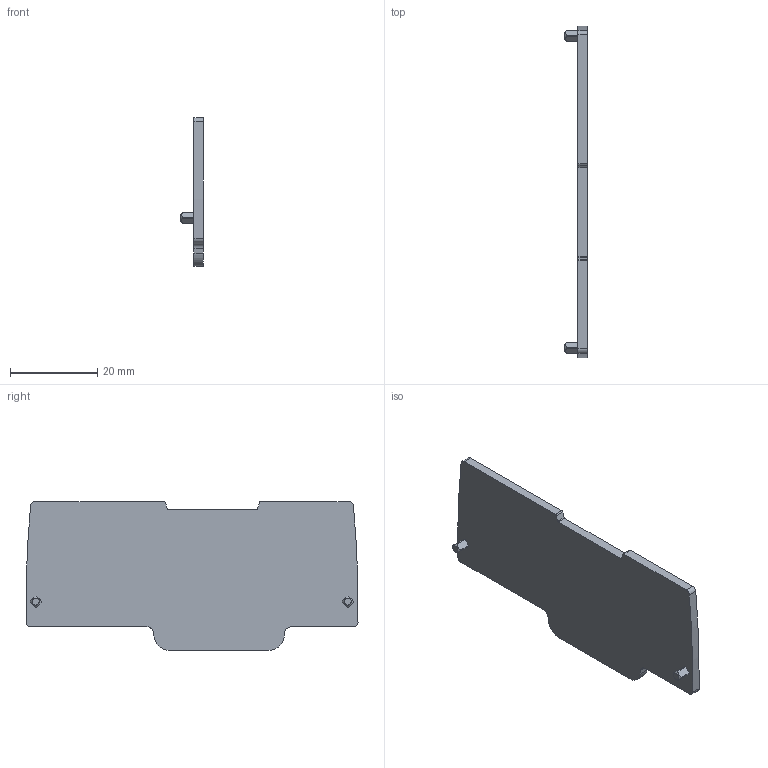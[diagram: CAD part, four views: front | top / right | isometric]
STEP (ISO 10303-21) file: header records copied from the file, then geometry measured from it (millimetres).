
FILE_DESCRIPTION(('CATIA V5R22 STEP214','CAx-IF Rec.Pracs.--- Model Styling and Organization---1.4--- 2014-01-23'),'2;1');
FILE_NAME ('1442554-5_0', '2023-01-31T13:23:03+00:00', ('Weidmueller Interface'), ('Weidmueller'), 'CATIA Version 5-6 Release 2016 SP3 HF44', 'CATIA V5 STEP AP214', 'none');
FILE_SCHEMA(('AUTOMOTIVE_DESIGN { 1 0 10303 214 1 1 1 1 }'));
Length unit declared in the file: millimetre
Products named in the file (1): 2874800000
Bounding box: 5.1 x 76 x 34.05 mm (x, y, z)
Volume: 4810.8 mm3; surface area: 5052.1 mm2
Topology: 1 solids, 1 shells, 48 faces, 132 edges, 88 vertices
Faces by surface type: cylinder 22, plane 22, cone 4
Entity records: 1641 total; most frequent: CARTESIAN_POINT 438, ORIENTED_EDGE 264, DIRECTION 202, EDGE_CURVE 132, VERTEX_POINT 88, AXIS2_PLACEMENT_3D 86, VECTOR 72, LINE 72
